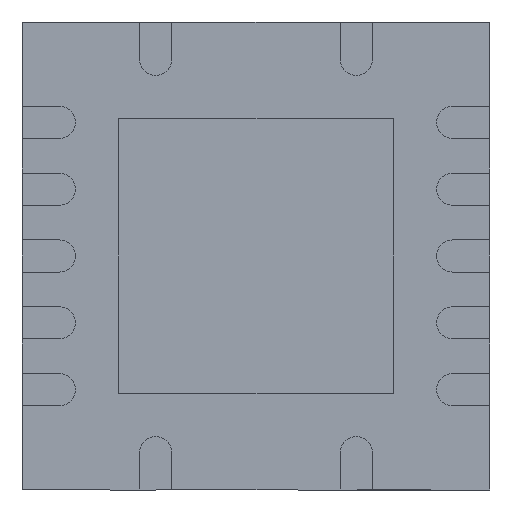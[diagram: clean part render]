
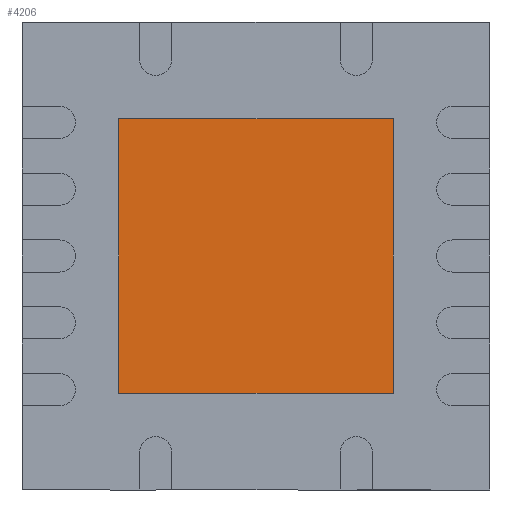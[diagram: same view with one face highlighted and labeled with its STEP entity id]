
A CAD part, front view. The second image highlights one B-rep face of the part: STEP entity #4206.
In plain terms, the highlighted planar face has unit normal (0, -1, 0).
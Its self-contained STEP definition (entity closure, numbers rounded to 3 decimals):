
#65 = ORIENTED_EDGE ( 'NONE', *, *, #2741, .T. ) ;
#100 = VECTOR ( 'NONE', #2641, 1000. ) ;
#358 = ORIENTED_EDGE ( 'NONE', *, *, #632, .T. ) ;
#632 = EDGE_CURVE ( 'NONE', #3948, #1076, #5385, .T. ) ;
#838 = LINE ( 'NONE', #2505, #4112 ) ;
#1052 = CARTESIAN_POINT ( 'NONE',  ( 0., 0., 0. ) ) ;
#1076 = VERTEX_POINT ( 'NONE', #4765 ) ;
#1330 = CARTESIAN_POINT ( 'NONE',  ( 1.025, 0., 1.025 ) ) ;
#1515 = LINE ( 'NONE', #1330, #100 ) ;
#1525 = EDGE_LOOP ( 'NONE', ( #4511, #358, #65, #3017 ) ) ;
#1537 = DIRECTION ( 'NONE',  ( 0., 0., -1. ) ) ;
#1586 = DIRECTION ( 'NONE',  ( 0., 0., 1. ) ) ;
#1738 = FACE_OUTER_BOUND ( 'NONE', #1525, .T. ) ;
#2006 = DIRECTION ( 'NONE',  ( 0., -1., 0. ) ) ;
#2061 = CARTESIAN_POINT ( 'NONE',  ( 1.025, 0., 1.025 ) ) ;
#2410 = CARTESIAN_POINT ( 'NONE',  ( -1.025, 0., -1.025 ) ) ;
#2505 = CARTESIAN_POINT ( 'NONE',  ( -1.025, 0., -1.025 ) ) ;
#2641 = DIRECTION ( 'NONE',  ( -1., 0., 0. ) ) ;
#2741 = EDGE_CURVE ( 'NONE', #1076, #4778, #4885, .T. ) ;
#2806 = EDGE_CURVE ( 'NONE', #2850, #3948, #838, .T. ) ;
#2850 = VERTEX_POINT ( 'NONE', #4416 ) ;
#2890 = PLANE ( 'NONE',  #5716 ) ;
#3017 = ORIENTED_EDGE ( 'NONE', *, *, #4469, .T. ) ;
#3089 = DIRECTION ( 'NONE',  ( 1., 0., 0. ) ) ;
#3572 = CARTESIAN_POINT ( 'NONE',  ( 1.025, 0., -1.025 ) ) ;
#3948 = VERTEX_POINT ( 'NONE', #2410 ) ;
#4112 = VECTOR ( 'NONE', #5655, 1000. ) ;
#4206 = ADVANCED_FACE ( 'NONE', ( #1738 ), #2890, .T. ) ;
#4297 = CARTESIAN_POINT ( 'NONE',  ( 1.025, 0., -1.025 ) ) ;
#4416 = CARTESIAN_POINT ( 'NONE',  ( -1.025, 0., 1.025 ) ) ;
#4469 = EDGE_CURVE ( 'NONE', #4778, #2850, #1515, .T. ) ;
#4511 = ORIENTED_EDGE ( 'NONE', *, *, #2806, .T. ) ;
#4765 = CARTESIAN_POINT ( 'NONE',  ( 1.025, 0., -1.025 ) ) ;
#4778 = VERTEX_POINT ( 'NONE', #2061 ) ;
#4885 = LINE ( 'NONE', #4297, #5470 ) ;
#5385 = LINE ( 'NONE', #3572, #5532 ) ;
#5470 = VECTOR ( 'NONE', #1586, 1000. ) ;
#5532 = VECTOR ( 'NONE', #3089, 1000. ) ;
#5655 = DIRECTION ( 'NONE',  ( 0., 0., -1. ) ) ;
#5716 = AXIS2_PLACEMENT_3D ( 'NONE', #1052, #2006, #1537 ) ;
